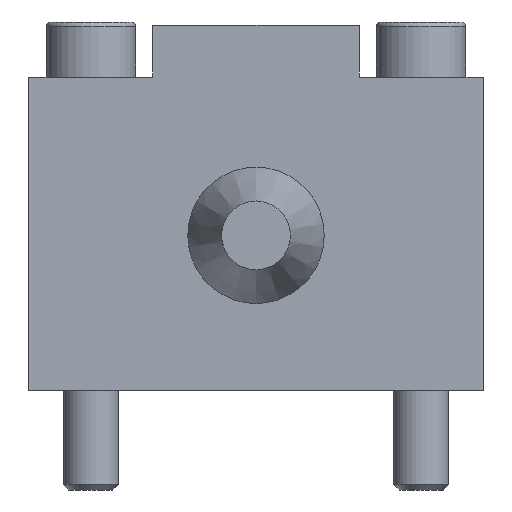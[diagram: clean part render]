
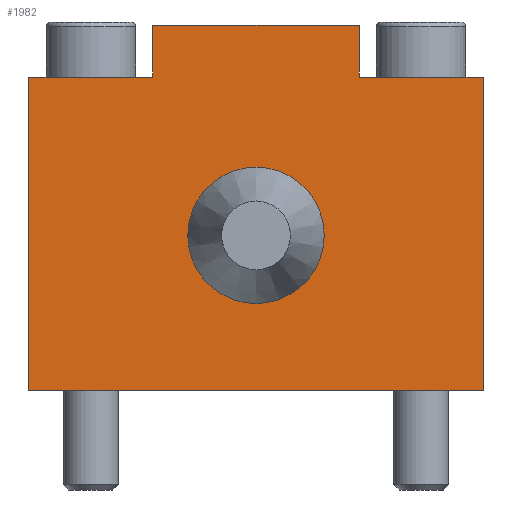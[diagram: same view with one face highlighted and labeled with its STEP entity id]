
A CAD part, left-side view. The second image highlights one B-rep face of the part: STEP entity #1982.
In plain terms, the highlighted planar face has unit normal (-1, 0, 0).
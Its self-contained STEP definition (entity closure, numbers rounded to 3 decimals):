
#116=LINE('',#2814,#247);
#117=LINE('',#2817,#248);
#118=LINE('',#2819,#249);
#119=LINE('',#2821,#250);
#120=LINE('',#2823,#251);
#121=LINE('',#2825,#252);
#122=LINE('',#2827,#253);
#123=LINE('',#2829,#254);
#247=VECTOR('',#2429,1000.);
#248=VECTOR('',#2430,1000.);
#249=VECTOR('',#2431,1000.);
#250=VECTOR('',#2432,1000.);
#251=VECTOR('',#2433,1000.);
#252=VECTOR('',#2434,1000.);
#253=VECTOR('',#2435,1000.);
#254=VECTOR('',#2436,1000.);
#345=PLANE('',#2110);
#585=ORIENTED_EDGE('',*,*,#826,.T.);
#586=ORIENTED_EDGE('',*,*,#827,.T.);
#587=ORIENTED_EDGE('',*,*,#828,.T.);
#588=ORIENTED_EDGE('',*,*,#829,.T.);
#589=ORIENTED_EDGE('',*,*,#830,.F.);
#590=ORIENTED_EDGE('',*,*,#831,.T.);
#591=ORIENTED_EDGE('',*,*,#832,.T.);
#592=ORIENTED_EDGE('',*,*,#833,.T.);
#593=ORIENTED_EDGE('',*,*,#824,.T.);
#824=EDGE_CURVE('',#966,#966,#1027,.T.);
#826=EDGE_CURVE('',#968,#969,#116,.T.);
#827=EDGE_CURVE('',#969,#970,#117,.T.);
#828=EDGE_CURVE('',#970,#971,#118,.T.);
#829=EDGE_CURVE('',#971,#972,#119,.T.);
#830=EDGE_CURVE('',#973,#972,#120,.T.);
#831=EDGE_CURVE('',#973,#974,#121,.T.);
#832=EDGE_CURVE('',#974,#975,#122,.T.);
#833=EDGE_CURVE('',#975,#968,#123,.T.);
#966=VERTEX_POINT('',#2809);
#968=VERTEX_POINT('',#2815);
#969=VERTEX_POINT('',#2816);
#970=VERTEX_POINT('',#2818);
#971=VERTEX_POINT('',#2820);
#972=VERTEX_POINT('',#2822);
#973=VERTEX_POINT('',#2824);
#974=VERTEX_POINT('',#2826);
#975=VERTEX_POINT('',#2828);
#1027=CIRCLE('',#2107,9.914);
#1126=EDGE_LOOP('',(#585,#586,#587,#588,#589,#590,#591,#592));
#1127=EDGE_LOOP('',(#593));
#1255=FACE_BOUND('',#1126,.T.);
#1256=FACE_BOUND('',#1127,.T.);
#1982=ADVANCED_FACE('',(#1255,#1256),#345,.T.);
#2107=AXIS2_PLACEMENT_3D('',#2808,#2421,#2422);
#2110=AXIS2_PLACEMENT_3D('',#2813,#2427,#2428);
#2421=DIRECTION('',(1.,0.,0.));
#2422=DIRECTION('',(0.,0.,-1.));
#2427=DIRECTION('',(-1.,0.,0.));
#2428=DIRECTION('',(0.,-1.,0.));
#2429=DIRECTION('',(0.,0.,1.));
#2430=DIRECTION('',(0.,1.,0.));
#2431=DIRECTION('',(0.,0.,-1.));
#2432=DIRECTION('',(0.,1.,0.));
#2433=DIRECTION('',(0.,0.,1.));
#2434=DIRECTION('',(0.,-1.,0.));
#2435=DIRECTION('',(0.,0.,1.));
#2436=DIRECTION('',(0.,1.,0.));
#2808=CARTESIAN_POINT('',(-84.,0.,0.));
#2809=CARTESIAN_POINT('',(-84.,0.,-9.914));
#2813=CARTESIAN_POINT('',(-84.,0.,2.79));
#2814=CARTESIAN_POINT('',(-84.,-15.,22.5));
#2815=CARTESIAN_POINT('',(-84.,-15.,23.));
#2816=CARTESIAN_POINT('',(-84.,-15.,30.5));
#2817=CARTESIAN_POINT('',(-84.,-15.,30.5));
#2818=CARTESIAN_POINT('',(-84.,15.,30.5));
#2819=CARTESIAN_POINT('',(-84.,15.,30.5));
#2820=CARTESIAN_POINT('',(-84.,15.,23.));
#2821=CARTESIAN_POINT('',(-84.,-16.5,23.));
#2822=CARTESIAN_POINT('',(-84.,33.,23.));
#2823=CARTESIAN_POINT('',(-84.,33.,0.));
#2824=CARTESIAN_POINT('',(-84.,33.,-22.5));
#2825=CARTESIAN_POINT('',(-84.,33.,-22.5));
#2826=CARTESIAN_POINT('',(-84.,-33.,-22.5));
#2827=CARTESIAN_POINT('',(-84.,-33.,-22.5));
#2828=CARTESIAN_POINT('',(-84.,-33.,23.));
#2829=CARTESIAN_POINT('',(-84.,-16.5,23.));
